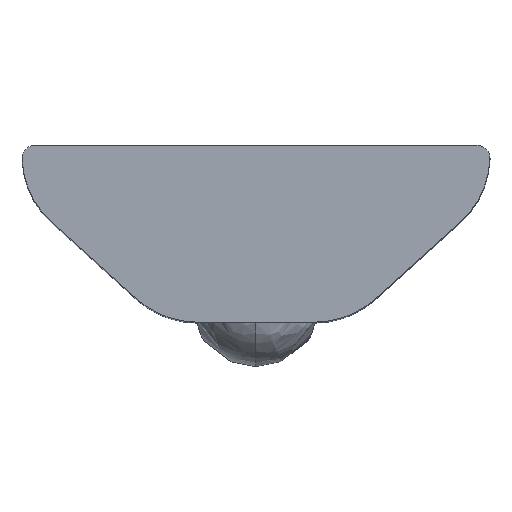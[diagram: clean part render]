
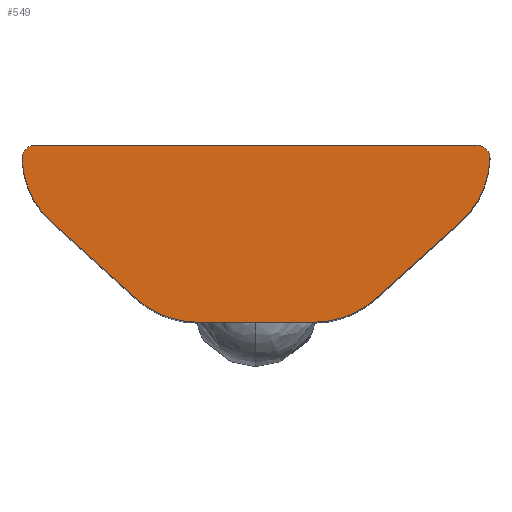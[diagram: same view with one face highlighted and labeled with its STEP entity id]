
A CAD part, top view. The second image highlights one B-rep face of the part: STEP entity #549.
In plain terms, the highlighted planar face has unit normal (0, 0, 1).
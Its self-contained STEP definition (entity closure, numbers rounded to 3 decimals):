
#8 = CIRCLE ( 'NONE', #369, 0.5 ) ;
#10 = EDGE_CURVE ( 'NONE', #274, #100, #398, .T. ) ;
#22 = CARTESIAN_POINT ( 'NONE',  ( 7.843, -2.973, 11.5 ) ) ;
#29 = CIRCLE ( 'NONE', #460, 0.5 ) ;
#40 = CARTESIAN_POINT ( 'NONE',  ( 8.998, -0.521, 11.5 ) ) ;
#43 = VECTOR ( 'NONE', #737, 1000. ) ;
#55 = CARTESIAN_POINT ( 'NONE',  ( -7.843, -2.973, 11.5 ) ) ;
#60 = VECTOR ( 'NONE', #72, 1000. ) ;
#69 = CARTESIAN_POINT ( 'NONE',  ( 4.592, -5.901, 11.5 ) ) ;
#70 = DIRECTION ( 'NONE',  ( 0., 0., -1. ) ) ;
#72 = DIRECTION ( 'NONE',  ( -1., 0., 0. ) ) ;
#73 = AXIS2_PLACEMENT_3D ( 'NONE', #536, #407, #530 ) ;
#79 = DIRECTION ( 'NONE',  ( 1., 0., 0. ) ) ;
#96 = ORIENTED_EDGE ( 'NONE', *, *, #522, .F. ) ;
#100 = VERTEX_POINT ( 'NONE', #615 ) ;
#101 = EDGE_CURVE ( 'NONE', #799, #770, #836, .T. ) ;
#106 = AXIS2_PLACEMENT_3D ( 'NONE', #418, #300, #559 ) ;
#110 = ORIENTED_EDGE ( 'NONE', *, *, #701, .F. ) ;
#119 = VERTEX_POINT ( 'NONE', #551 ) ;
#134 = DIRECTION ( 'NONE',  ( -0.743, 0.669, 0. ) ) ;
#154 = LINE ( 'NONE', #674, #43 ) ;
#191 = FACE_OUTER_BOUND ( 'NONE', #394, .T. ) ;
#206 = ORIENTED_EDGE ( 'NONE', *, *, #378, .F. ) ;
#213 = VERTEX_POINT ( 'NONE', #773 ) ;
#220 = EDGE_CURVE ( 'NONE', #583, #257, #512, .T. ) ;
#236 = DIRECTION ( 'NONE',  ( 0., 0., -1. ) ) ;
#251 = CIRCLE ( 'NONE', #607, 0.5 ) ;
#252 = AXIS2_PLACEMENT_3D ( 'NONE', #862, #748, #658 ) ;
#257 = VERTEX_POINT ( 'NONE', #55 ) ;
#260 = CARTESIAN_POINT ( 'NONE',  ( 2.25, -6.8, 11.5 ) ) ;
#264 = CIRCLE ( 'NONE', #755, 3.5 ) ;
#270 = ORIENTED_EDGE ( 'NONE', *, *, #847, .F. ) ;
#274 = VERTEX_POINT ( 'NONE', #260 ) ;
#290 = DIRECTION ( 'NONE',  ( -0.743, -0.669, 0. ) ) ;
#293 = EDGE_CURVE ( 'NONE', #812, #213, #251, .T. ) ;
#300 = DIRECTION ( 'NONE',  ( 0., 0., -1. ) ) ;
#315 = ORIENTED_EDGE ( 'NONE', *, *, #10, .F. ) ;
#321 = DIRECTION ( 'NONE',  ( 0., 0., -1. ) ) ;
#355 = AXIS2_PLACEMENT_3D ( 'NONE', #842, #730, #569 ) ;
#364 = EDGE_CURVE ( 'NONE', #812, #602, #154, .T. ) ;
#369 = AXIS2_PLACEMENT_3D ( 'NONE', #687, #236, #440 ) ;
#378 = EDGE_CURVE ( 'NONE', #100, #583, #264, .T. ) ;
#380 = ORIENTED_EDGE ( 'NONE', *, *, #364, .T. ) ;
#382 = CARTESIAN_POINT ( 'NONE',  ( -8.499, 0., 11.5 ) ) ;
#394 = EDGE_LOOP ( 'NONE', ( #669, #828, #475, #206, #315, #110, #627, #270, #96, #656, #380 ) ) ;
#398 = LINE ( 'NONE', #848, #60 ) ;
#407 = DIRECTION ( 'NONE',  ( 0., 0., -1. ) ) ;
#418 = CARTESIAN_POINT ( 'NONE',  ( 5.501, -0.372, 11.5 ) ) ;
#425 = EDGE_CURVE ( 'NONE', #257, #119, #446, .T. ) ;
#440 = DIRECTION ( 'NONE',  ( 1., 0., 0. ) ) ;
#444 = VECTOR ( 'NONE', #290, 1000. ) ;
#446 = CIRCLE ( 'NONE', #73, 3.5 ) ;
#460 = AXIS2_PLACEMENT_3D ( 'NONE', #837, #772, #776 ) ;
#474 = VECTOR ( 'NONE', #134, 1000. ) ;
#475 = ORIENTED_EDGE ( 'NONE', *, *, #220, .F. ) ;
#512 = LINE ( 'NONE', #651, #474 ) ;
#522 = EDGE_CURVE ( 'NONE', #213, #566, #8, .T. ) ;
#530 = DIRECTION ( 'NONE',  ( 1., 0., 0. ) ) ;
#536 = CARTESIAN_POINT ( 'NONE',  ( -5.501, -0.372, 11.5 ) ) ;
#540 = CIRCLE ( 'NONE', #106, 3.5 ) ;
#549 = ADVANCED_FACE ( 'NONE', ( #191 ), #634, .F. ) ;
#551 = CARTESIAN_POINT ( 'NONE',  ( -8.998, -0.521, 11.5 ) ) ;
#559 = DIRECTION ( 'NONE',  ( 1., 0., 0. ) ) ;
#566 = VERTEX_POINT ( 'NONE', #40 ) ;
#568 = CIRCLE ( 'NONE', #252, 3.5 ) ;
#569 = DIRECTION ( 'NONE',  ( -1., 0., 0. ) ) ;
#582 = DIRECTION ( 'NONE',  ( 1., 0., 0. ) ) ;
#583 = VERTEX_POINT ( 'NONE', #654 ) ;
#602 = VERTEX_POINT ( 'NONE', #382 ) ;
#607 = AXIS2_PLACEMENT_3D ( 'NONE', #854, #321, #582 ) ;
#615 = CARTESIAN_POINT ( 'NONE',  ( -2.25, -6.8, 11.5 ) ) ;
#623 = EDGE_CURVE ( 'NONE', #119, #602, #29, .T. ) ;
#627 = ORIENTED_EDGE ( 'NONE', *, *, #101, .F. ) ;
#634 = PLANE ( 'NONE',  #355 ) ;
#651 = CARTESIAN_POINT ( 'NONE',  ( -4.592, -5.901, 11.5 ) ) ;
#654 = CARTESIAN_POINT ( 'NONE',  ( -4.592, -5.901, 11.5 ) ) ;
#656 = ORIENTED_EDGE ( 'NONE', *, *, #293, .F. ) ;
#658 = DIRECTION ( 'NONE',  ( 1., 0., 0. ) ) ;
#669 = ORIENTED_EDGE ( 'NONE', *, *, #623, .F. ) ;
#671 = CARTESIAN_POINT ( 'NONE',  ( -2.25, -3.3, 11.5 ) ) ;
#674 = CARTESIAN_POINT ( 'NONE',  ( -8.982, 0., 11.5 ) ) ;
#687 = CARTESIAN_POINT ( 'NONE',  ( 8.499, -0.5, 11.5 ) ) ;
#689 = CARTESIAN_POINT ( 'NONE',  ( 7.843, -2.973, 11.5 ) ) ;
#701 = EDGE_CURVE ( 'NONE', #770, #274, #568, .T. ) ;
#730 = DIRECTION ( 'NONE',  ( 0., 0., -1. ) ) ;
#737 = DIRECTION ( 'NONE',  ( -1., 0., 0. ) ) ;
#748 = DIRECTION ( 'NONE',  ( 0., 0., -1. ) ) ;
#755 = AXIS2_PLACEMENT_3D ( 'NONE', #671, #70, #79 ) ;
#770 = VERTEX_POINT ( 'NONE', #69 ) ;
#772 = DIRECTION ( 'NONE',  ( 0., 0., -1. ) ) ;
#773 = CARTESIAN_POINT ( 'NONE',  ( 8.999, -0.5, 11.5 ) ) ;
#776 = DIRECTION ( 'NONE',  ( 1., 0., 0. ) ) ;
#799 = VERTEX_POINT ( 'NONE', #689 ) ;
#812 = VERTEX_POINT ( 'NONE', #824 ) ;
#824 = CARTESIAN_POINT ( 'NONE',  ( 8.499, 0., 11.5 ) ) ;
#828 = ORIENTED_EDGE ( 'NONE', *, *, #425, .F. ) ;
#836 = LINE ( 'NONE', #22, #444 ) ;
#837 = CARTESIAN_POINT ( 'NONE',  ( -8.499, -0.5, 11.5 ) ) ;
#842 = CARTESIAN_POINT ( 'NONE',  ( -2.25, -3.3, 11.5 ) ) ;
#847 = EDGE_CURVE ( 'NONE', #566, #799, #540, .T. ) ;
#848 = CARTESIAN_POINT ( 'NONE',  ( -2.25, -6.8, 11.5 ) ) ;
#854 = CARTESIAN_POINT ( 'NONE',  ( 8.499, -0.5, 11.5 ) ) ;
#862 = CARTESIAN_POINT ( 'NONE',  ( 2.25, -3.3, 11.5 ) ) ;
